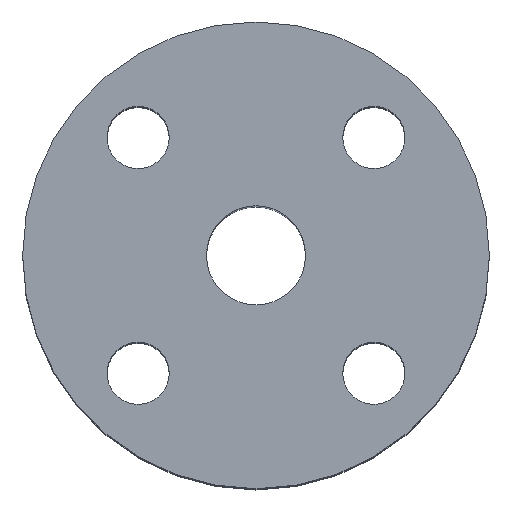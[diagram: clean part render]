
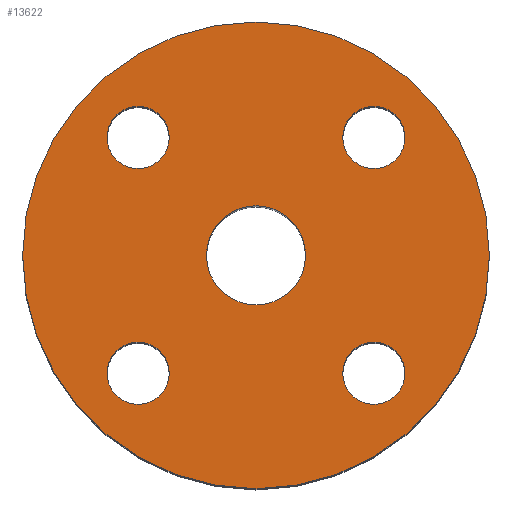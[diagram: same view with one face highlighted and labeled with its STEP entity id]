
A CAD part, top view. The second image highlights one B-rep face of the part: STEP entity #13622.
In plain terms, the highlighted planar face has unit normal (0, 0, 1).
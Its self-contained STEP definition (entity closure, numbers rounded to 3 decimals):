
#345 = CIRCLE ( 'NONE', #26117, 11.15 ) ;
#448 = DIRECTION ( 'NONE',  ( 0., -1., 0. ) ) ;
#718 = CARTESIAN_POINT ( 'NONE',  ( 52.5, 0., 0. ) ) ;
#790 = CIRCLE ( 'NONE', #11744, 52.5 ) ;
#816 = ORIENTED_EDGE ( 'NONE', *, *, #24274, .F. ) ;
#857 = CIRCLE ( 'NONE', #27121, 7. ) ;
#1395 = DIRECTION ( 'NONE',  ( 0., 0., 1. ) ) ;
#1615 = CARTESIAN_POINT ( 'NONE',  ( -33.517, 26.517, 0. ) ) ;
#1761 = VERTEX_POINT ( 'NONE', #29231 ) ;
#1925 = ORIENTED_EDGE ( 'NONE', *, *, #9200, .F. ) ;
#2130 = CARTESIAN_POINT ( 'NONE',  ( -19.517, 26.517, 0. ) ) ;
#2144 = ORIENTED_EDGE ( 'NONE', *, *, #14913, .F. ) ;
#2365 = CIRCLE ( 'NONE', #18106, 7. ) ;
#2791 = DIRECTION ( 'NONE',  ( 1., 0., 0. ) ) ;
#2912 = DIRECTION ( 'NONE',  ( 1., 0., 0. ) ) ;
#3663 = AXIS2_PLACEMENT_3D ( 'NONE', #16235, #4879, #2791 ) ;
#3916 = CARTESIAN_POINT ( 'NONE',  ( 26.517, 26.517, 0. ) ) ;
#4118 = DIRECTION ( 'NONE',  ( 0., 0., 1. ) ) ;
#4477 = DIRECTION ( 'NONE',  ( 0., 0., 1. ) ) ;
#4544 = FACE_BOUND ( 'NONE', #9726, .T. ) ;
#4879 = DIRECTION ( 'NONE',  ( 0., 0., 1. ) ) ;
#5442 = CARTESIAN_POINT ( 'NONE',  ( 26.517, -26.517, 0. ) ) ;
#5717 = VERTEX_POINT ( 'NONE', #11574 ) ;
#5926 = CARTESIAN_POINT ( 'NONE',  ( 19.517, 26.517, 0. ) ) ;
#6168 = CIRCLE ( 'NONE', #21445, 7. ) ;
#6575 = ORIENTED_EDGE ( 'NONE', *, *, #8809, .T. ) ;
#8140 = VERTEX_POINT ( 'NONE', #29297 ) ;
#8809 = EDGE_CURVE ( 'NONE', #25826, #1761, #790, .T. ) ;
#8900 = AXIS2_PLACEMENT_3D ( 'NONE', #20519, #27403, #11516 ) ;
#9019 = FACE_BOUND ( 'NONE', #23457, .T. ) ;
#9200 = EDGE_CURVE ( 'NONE', #22189, #17295, #345, .T. ) ;
#9564 = EDGE_CURVE ( 'NONE', #5717, #10334, #23730, .T. ) ;
#9577 = CARTESIAN_POINT ( 'NONE',  ( -26.517, -26.517, 0. ) ) ;
#9725 = DIRECTION ( 'NONE',  ( -1., 0., 0. ) ) ;
#9726 = EDGE_LOOP ( 'NONE', ( #21157, #2144 ) ) ;
#10327 = CIRCLE ( 'NONE', #8900, 52.5 ) ;
#10334 = VERTEX_POINT ( 'NONE', #13949 ) ;
#10513 = AXIS2_PLACEMENT_3D ( 'NONE', #5442, #21283, #12283 ) ;
#10807 = CIRCLE ( 'NONE', #3663, 11.15 ) ;
#10978 = DIRECTION ( 'NONE',  ( 0., 1., 0. ) ) ;
#10984 = DIRECTION ( 'NONE',  ( -1., 0., 0. ) ) ;
#11104 = FACE_BOUND ( 'NONE', #29369, .T. ) ;
#11516 = DIRECTION ( 'NONE',  ( 1., 0., 0. ) ) ;
#11574 = CARTESIAN_POINT ( 'NONE',  ( -33.517, -26.517, 0. ) ) ;
#11744 = AXIS2_PLACEMENT_3D ( 'NONE', #27643, #4477, #13422 ) ;
#11992 = DIRECTION ( 'NONE',  ( 0., 0., 1. ) ) ;
#12283 = DIRECTION ( 'NONE',  ( 0., -1., 0. ) ) ;
#12543 = EDGE_CURVE ( 'NONE', #10334, #5717, #857, .T. ) ;
#13189 = AXIS2_PLACEMENT_3D ( 'NONE', #9577, #18709, #9725 ) ;
#13331 = EDGE_CURVE ( 'NONE', #17295, #22189, #10807, .T. ) ;
#13422 = DIRECTION ( 'NONE',  ( 1., 0., 0. ) ) ;
#13582 = CARTESIAN_POINT ( 'NONE',  ( 26.517, -26.517, 0. ) ) ;
#13622 = ADVANCED_FACE ( 'NONE', ( #25023, #9019, #11104, #4544, #17714, #18154 ), #24576, .F. ) ;
#13644 = DIRECTION ( 'NONE',  ( -1., 0., 0. ) ) ;
#13716 = EDGE_CURVE ( 'NONE', #21398, #21579, #22275, .T. ) ;
#13949 = CARTESIAN_POINT ( 'NONE',  ( -19.517, -26.517, 0. ) ) ;
#13976 = CARTESIAN_POINT ( 'NONE',  ( 11.15, 0., 0. ) ) ;
#14095 = EDGE_CURVE ( 'NONE', #1761, #25826, #10327, .T. ) ;
#14913 = EDGE_CURVE ( 'NONE', #17251, #19263, #22298, .T. ) ;
#15189 = CARTESIAN_POINT ( 'NONE',  ( -26.517, 26.517, 0. ) ) ;
#15479 = CARTESIAN_POINT ( 'NONE',  ( -26.517, -26.517, 0. ) ) ;
#15513 = EDGE_CURVE ( 'NONE', #21579, #21398, #22796, .T. ) ;
#16235 = CARTESIAN_POINT ( 'NONE',  ( 0., 0., 0. ) ) ;
#16357 = CARTESIAN_POINT ( 'NONE',  ( 0., 0., 0. ) ) ;
#16438 = DIRECTION ( 'NONE',  ( 0., 0., 1. ) ) ;
#16653 = CARTESIAN_POINT ( 'NONE',  ( 26.517, 26.517, 0. ) ) ;
#16832 = VERTEX_POINT ( 'NONE', #24386 ) ;
#17232 = DIRECTION ( 'NONE',  ( 0., 1., 0. ) ) ;
#17251 = VERTEX_POINT ( 'NONE', #5926 ) ;
#17295 = VERTEX_POINT ( 'NONE', #19237 ) ;
#17526 = DIRECTION ( 'NONE',  ( 0., 0., 1. ) ) ;
#17714 = FACE_BOUND ( 'NONE', #28027, .T. ) ;
#17983 = AXIS2_PLACEMENT_3D ( 'NONE', #20253, #24730, #13644 ) ;
#18106 = AXIS2_PLACEMENT_3D ( 'NONE', #3916, #17526, #29467 ) ;
#18154 = FACE_OUTER_BOUND ( 'NONE', #24884, .T. ) ;
#18651 = ORIENTED_EDGE ( 'NONE', *, *, #15513, .F. ) ;
#18709 = DIRECTION ( 'NONE',  ( 0., 0., 1. ) ) ;
#19237 = CARTESIAN_POINT ( 'NONE',  ( -11.15, 0., 0. ) ) ;
#19263 = VERTEX_POINT ( 'NONE', #19291 ) ;
#19291 = CARTESIAN_POINT ( 'NONE',  ( 33.517, 26.517, 0. ) ) ;
#19599 = CIRCLE ( 'NONE', #10513, 7. ) ;
#19771 = CARTESIAN_POINT ( 'NONE',  ( -26.517, 26.517, 0. ) ) ;
#20253 = CARTESIAN_POINT ( 'NONE',  ( 0., 11.15, 0. ) ) ;
#20335 = ORIENTED_EDGE ( 'NONE', *, *, #9564, .F. ) ;
#20519 = CARTESIAN_POINT ( 'NONE',  ( 0., 0., 0. ) ) ;
#20853 = EDGE_CURVE ( 'NONE', #16832, #8140, #6168, .T. ) ;
#21157 = ORIENTED_EDGE ( 'NONE', *, *, #21602, .F. ) ;
#21283 = DIRECTION ( 'NONE',  ( 0., 0., 1. ) ) ;
#21353 = AXIS2_PLACEMENT_3D ( 'NONE', #16653, #11992, #23540 ) ;
#21398 = VERTEX_POINT ( 'NONE', #1615 ) ;
#21445 = AXIS2_PLACEMENT_3D ( 'NONE', #13582, #16438, #448 ) ;
#21579 = VERTEX_POINT ( 'NONE', #2130 ) ;
#21602 = EDGE_CURVE ( 'NONE', #19263, #17251, #2365, .T. ) ;
#22189 = VERTEX_POINT ( 'NONE', #13976 ) ;
#22275 = CIRCLE ( 'NONE', #23243, 7. ) ;
#22298 = CIRCLE ( 'NONE', #21353, 7. ) ;
#22347 = ORIENTED_EDGE ( 'NONE', *, *, #14095, .T. ) ;
#22583 = ORIENTED_EDGE ( 'NONE', *, *, #13716, .F. ) ;
#22669 = ORIENTED_EDGE ( 'NONE', *, *, #13331, .F. ) ;
#22796 = CIRCLE ( 'NONE', #25191, 7. ) ;
#22985 = ORIENTED_EDGE ( 'NONE', *, *, #20853, .F. ) ;
#23243 = AXIS2_PLACEMENT_3D ( 'NONE', #19771, #1395, #17232 ) ;
#23379 = ORIENTED_EDGE ( 'NONE', *, *, #12543, .F. ) ;
#23457 = EDGE_LOOP ( 'NONE', ( #23379, #20335 ) ) ;
#23540 = DIRECTION ( 'NONE',  ( 1., 0., 0. ) ) ;
#23730 = CIRCLE ( 'NONE', #13189, 7. ) ;
#24274 = EDGE_CURVE ( 'NONE', #8140, #16832, #19599, .T. ) ;
#24386 = CARTESIAN_POINT ( 'NONE',  ( 33.517, -26.517, 0. ) ) ;
#24576 = PLANE ( 'NONE',  #17983 ) ;
#24607 = DIRECTION ( 'NONE',  ( 0., 0., 1. ) ) ;
#24730 = DIRECTION ( 'NONE',  ( 0., 0., -1. ) ) ;
#24884 = EDGE_LOOP ( 'NONE', ( #6575, #22347 ) ) ;
#25023 = FACE_BOUND ( 'NONE', #29465, .T. ) ;
#25191 = AXIS2_PLACEMENT_3D ( 'NONE', #15189, #4118, #10978 ) ;
#25468 = DIRECTION ( 'NONE',  ( 0., 0., 1. ) ) ;
#25826 = VERTEX_POINT ( 'NONE', #718 ) ;
#26117 = AXIS2_PLACEMENT_3D ( 'NONE', #16357, #25468, #2912 ) ;
#27121 = AXIS2_PLACEMENT_3D ( 'NONE', #15479, #24607, #10984 ) ;
#27403 = DIRECTION ( 'NONE',  ( 0., 0., 1. ) ) ;
#27643 = CARTESIAN_POINT ( 'NONE',  ( 0., 0., 0. ) ) ;
#28027 = EDGE_LOOP ( 'NONE', ( #1925, #22669 ) ) ;
#29231 = CARTESIAN_POINT ( 'NONE',  ( -52.5, 0., 0. ) ) ;
#29297 = CARTESIAN_POINT ( 'NONE',  ( 19.517, -26.517, 0. ) ) ;
#29369 = EDGE_LOOP ( 'NONE', ( #18651, #22583 ) ) ;
#29465 = EDGE_LOOP ( 'NONE', ( #22985, #816 ) ) ;
#29467 = DIRECTION ( 'NONE',  ( 1., 0., 0. ) ) ;
